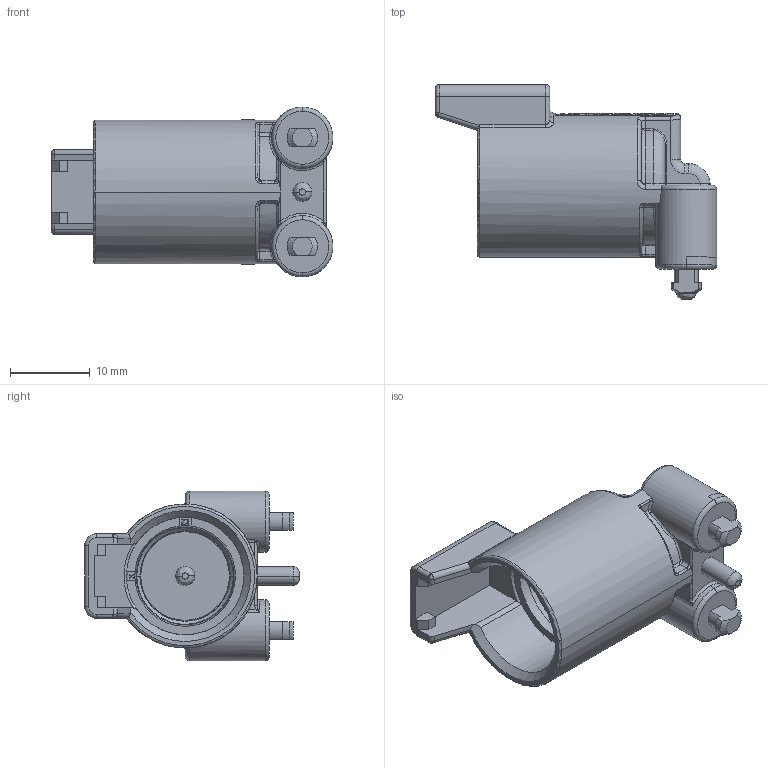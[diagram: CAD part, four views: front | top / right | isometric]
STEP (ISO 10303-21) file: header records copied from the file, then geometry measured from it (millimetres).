
FILE_DESCRIPTION((''),'2;1');
FILE_NAME('C-ATFHD13-1-12P-BM01_3D','2021-05-14T',('vito.li'),(''),'PRO/ENGINEER BY PARAMETRIC TECHNOLOGY CORPORATION, 2016360','PRO/ENGINEER BY PARAMETRIC TECHNOLOGY CORPORATION, 2016360','');
FILE_SCHEMA(('CONFIG_CONTROL_DESIGN'));
Length unit declared in the file: inch
Products named in the file (1): C-ATFHD13-1-12P-BM01_3D
Bounding box: 35.28 x 26.9 x 21.26 mm (x, y, z)
Volume: 4746.7 mm3; surface area: 3860 mm2
Topology: 1 solids, 1 shells, 654 faces, 1753 edges, 1136 vertices
Faces by surface type: plane 253, extrusion 136, cylinder 130, bspline 63, torus 57, cone 15
Entity records: 26901 total; most frequent: CARTESIAN_POINT 11305, ORIENTED_EDGE 3502, DIRECTION 2786, EDGE_CURVE 1751, VERTEX_POINT 1136, VECTOR 932, AXIS2_PLACEMENT_3D 927, LINE 796
